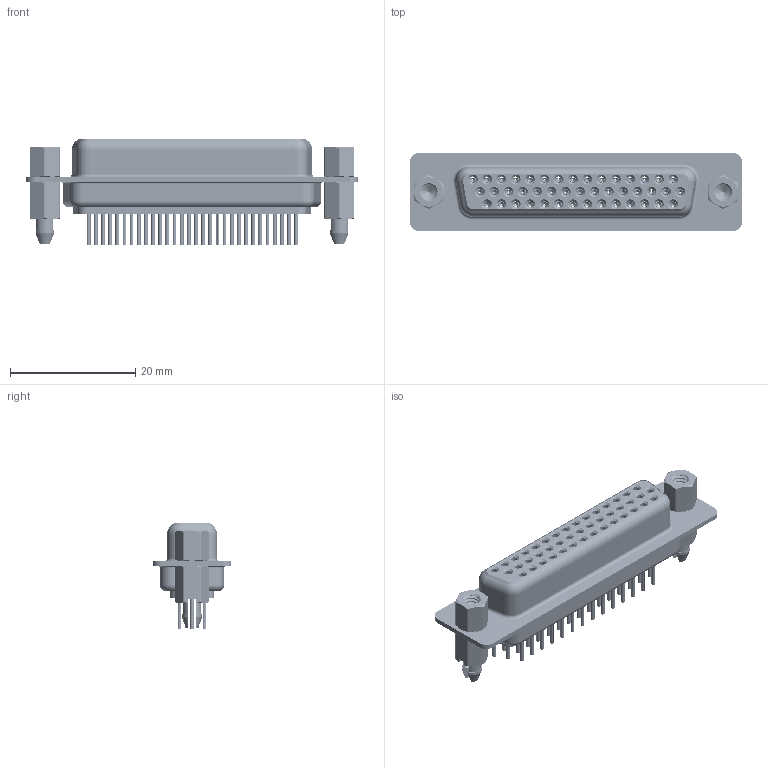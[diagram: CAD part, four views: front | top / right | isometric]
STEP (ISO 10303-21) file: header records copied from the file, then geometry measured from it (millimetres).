
FILE_DESCRIPTION (( 'STEP AP203' ), '1' );
FILE_NAME ('MHHDD-44FNS-H1.STEP', '2025-11-20T15:04:12', ( '' ), ( '' ), 'SwSTEP 2.0', 'SolidWorks 2023', '' );
FILE_SCHEMA (( 'CONFIG_CONTROL_DESIGN' ));
Length unit declared in the file: millimetre
Products named in the file (9): MHHDD Contact Row 3_30L; MHHDD Hex Standoff; MHHDD Threaded Boardlock_LP; MHHDD-44FNS-H1; MHHDD Shell Front_44 Contacts; MHHDD Contact Row 1_30L; MHHDD Contact Row 2_30L; MHHDD Shell Rear_44 Contacts; MHHDD Housing_44 Contacts
Assembly tree (51 placements, depth 2):
  MHHDD-44FNS-H1
    MHHDD Housing_44 Contacts
    MHHDD Shell Front_44 Contacts
    MHHDD Shell Rear_44 Contacts
    MHHDD Contact Row 1_30L  x15
    MHHDD Contact Row 2_30L  x15
    MHHDD Contact Row 3_30L  x14
    MHHDD Hex Standoff  x2
    MHHDD Threaded Boardlock_LP  x2
Bounding box: 53.04 x 12.55 x 16.95 mm (x, y, z)
Volume: 3445.4 mm3; surface area: 13188.8 mm2
Topology: 51 solids, 51 shells, 6074 faces, 15531 edges, 9656 vertices
Faces by surface type: cylinder 1693, plane 1489, torus 1201, bspline 898, cone 793
Entity records: 46179 total; most frequent: CARTESIAN_POINT 14495, DIRECTION 6446, ORIENTED_EDGE 6022, EDGE_CURVE 3011, AXIS2_PLACEMENT_3D 2693, VERTEX_POINT 1907, EDGE_LOOP 1506, CIRCLE 1446
